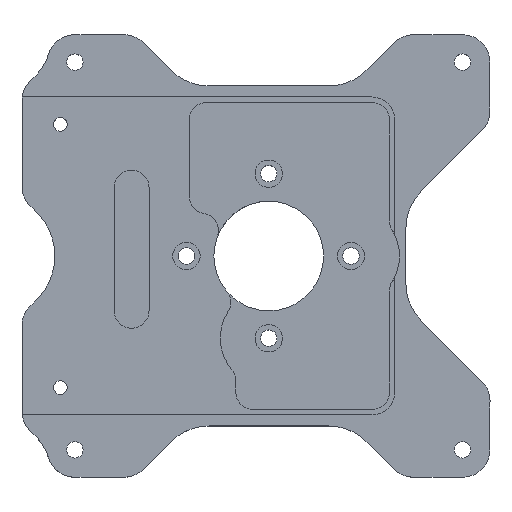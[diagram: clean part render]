
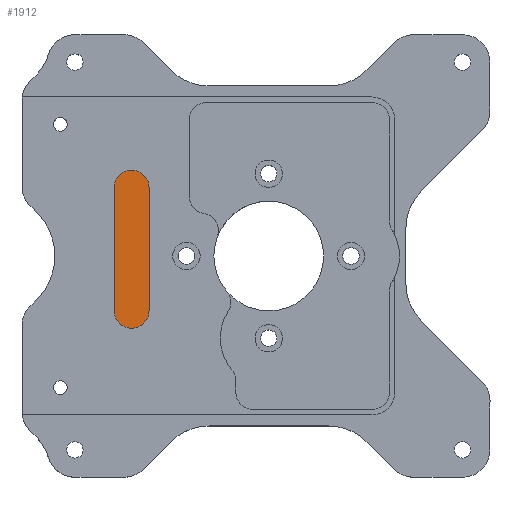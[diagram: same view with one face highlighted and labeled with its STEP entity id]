
A CAD part, top view. The second image highlights one B-rep face of the part: STEP entity #1912.
In plain terms, the highlighted planar face has unit normal (0, 0, 1).
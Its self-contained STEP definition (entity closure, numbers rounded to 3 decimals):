
#28 = ORIENTED_EDGE ( 'NONE', *, *, #1240, .T. ) ;
#41 = EDGE_LOOP ( 'NONE', ( #28, #3544, #251, #4154 ) ) ;
#174 = VECTOR ( 'NONE', #3622, 1000. ) ;
#251 = ORIENTED_EDGE ( 'NONE', *, *, #1064, .T. ) ;
#948 = EDGE_CURVE ( 'NONE', #3943, #2784, #1418, .T. ) ;
#1064 = EDGE_CURVE ( 'NONE', #3297, #3943, #2860, .T. ) ;
#1164 = EDGE_CURVE ( 'NONE', #2838, #3297, #1935, .T. ) ;
#1240 = EDGE_CURVE ( 'NONE', #2784, #2838, #4217, .T. ) ;
#1307 = CARTESIAN_POINT ( 'NONE',  ( 38.5, 12.5, 4.35 ) ) ;
#1418 = LINE ( 'NONE', #2639, #2765 ) ;
#1631 = AXIS2_PLACEMENT_3D ( 'NONE', #3344, #3337, #3329 ) ;
#1912 = ADVANCED_FACE ( 'NONE', ( #4123 ), #2876, .T. ) ;
#1935 = LINE ( 'NONE', #3746, #174 ) ;
#2093 = AXIS2_PLACEMENT_3D ( 'NONE', #3977, #3971, #3964 ) ;
#2329 = AXIS2_PLACEMENT_3D ( 'NONE', #2920, #2852, #2841 ) ;
#2639 = CARTESIAN_POINT ( 'NONE',  ( 32.15, 12.5, 4.35 ) ) ;
#2693 = CARTESIAN_POINT ( 'NONE',  ( 32.15, 12.5, 4.35 ) ) ;
#2699 = DIRECTION ( 'NONE',  ( 0., -1., 0. ) ) ;
#2765 = VECTOR ( 'NONE', #2699, 1000. ) ;
#2784 = VERTEX_POINT ( 'NONE', #3839 ) ;
#2838 = VERTEX_POINT ( 'NONE', #3586 ) ;
#2841 = DIRECTION ( 'NONE',  ( 1., 0., 0. ) ) ;
#2852 = DIRECTION ( 'NONE',  ( 0., 0., 1. ) ) ;
#2860 = CIRCLE ( 'NONE', #2093, 3.175 ) ;
#2876 = PLANE ( 'NONE',  #2329 ) ;
#2920 = CARTESIAN_POINT ( 'NONE',  ( 35.325, 12.5, 4.35 ) ) ;
#3297 = VERTEX_POINT ( 'NONE', #1307 ) ;
#3329 = DIRECTION ( 'NONE',  ( 1., 0., 0. ) ) ;
#3337 = DIRECTION ( 'NONE',  ( 0., 0., 1. ) ) ;
#3344 = CARTESIAN_POINT ( 'NONE',  ( 35.325, -10., 4.35 ) ) ;
#3544 = ORIENTED_EDGE ( 'NONE', *, *, #1164, .T. ) ;
#3586 = CARTESIAN_POINT ( 'NONE',  ( 38.5, -10., 4.35 ) ) ;
#3622 = DIRECTION ( 'NONE',  ( 0., 1., 0. ) ) ;
#3746 = CARTESIAN_POINT ( 'NONE',  ( 38.5, 12.5, 4.35 ) ) ;
#3839 = CARTESIAN_POINT ( 'NONE',  ( 32.15, -10., 4.35 ) ) ;
#3943 = VERTEX_POINT ( 'NONE', #2693 ) ;
#3964 = DIRECTION ( 'NONE',  ( 1., 0., 0. ) ) ;
#3971 = DIRECTION ( 'NONE',  ( 0., 0., 1. ) ) ;
#3977 = CARTESIAN_POINT ( 'NONE',  ( 35.325, 12.5, 4.35 ) ) ;
#4123 = FACE_OUTER_BOUND ( 'NONE', #41, .T. ) ;
#4154 = ORIENTED_EDGE ( 'NONE', *, *, #948, .T. ) ;
#4217 = CIRCLE ( 'NONE', #1631, 3.175 ) ;
